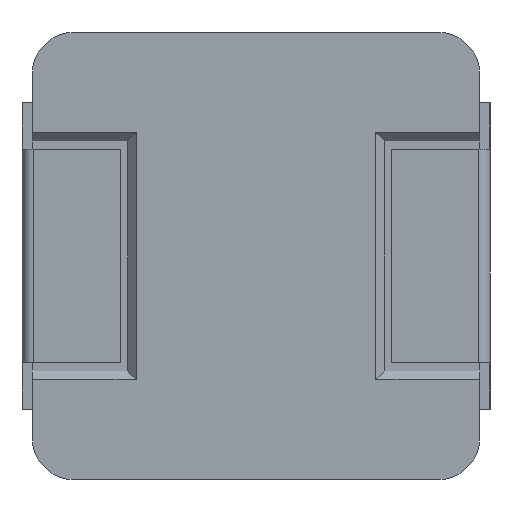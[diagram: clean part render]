
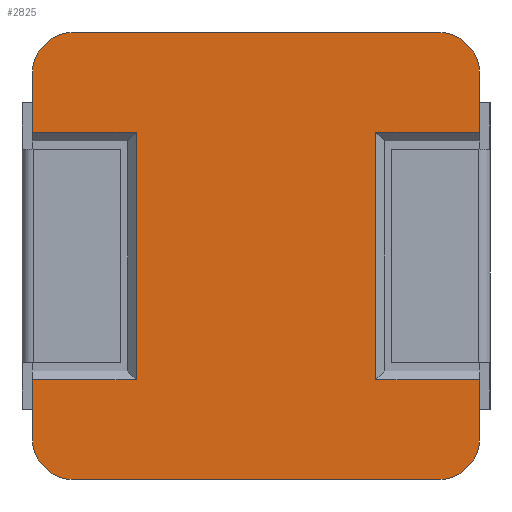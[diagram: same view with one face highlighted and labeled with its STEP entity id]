
A CAD part, front view. The second image highlights one B-rep face of the part: STEP entity #2825.
In plain terms, the highlighted planar face has unit normal (0, -1, 0).
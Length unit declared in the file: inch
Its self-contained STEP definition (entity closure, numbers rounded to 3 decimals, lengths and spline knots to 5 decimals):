
#40 = ORIENTED_EDGE ( 'NONE', *, *, #513, .F. ) ;
#56 = CARTESIAN_POINT ( 'NONE',  ( -0.01178, 0.09557, 0.28218 ) ) ;
#78 = VECTOR ( 'NONE', #3821, 39.37008 ) ;
#96 = VECTOR ( 'NONE', #2039, 39.37008 ) ;
#97 = DIRECTION ( 'NONE',  ( 0., 0., 1. ) ) ;
#145 = VERTEX_POINT ( 'NONE', #1305 ) ;
#186 = CARTESIAN_POINT ( 'NONE',  ( -0.04818, 0.09557, 0.10298 ) ) ;
#213 = CIRCLE ( 'NONE', #3630, 0.0246 ) ;
#254 = DIRECTION ( 'NONE',  ( 1., 0., 0. ) ) ;
#258 = VECTOR ( 'NONE', #1455, 39.37008 ) ;
#318 = VECTOR ( 'NONE', #862, 39.37008 ) ;
#323 = AXIS2_PLACEMENT_3D ( 'NONE', #892, #3592, #3211 ) ;
#363 = CARTESIAN_POINT ( 'NONE',  ( -0.04818, 0.09557, 0.07838 ) ) ;
#419 = EDGE_CURVE ( 'NONE', #1224, #930, #2215, .T. ) ;
#441 = DIRECTION ( 'NONE',  ( 0., 0., 1. ) ) ;
#456 = ORIENTED_EDGE ( 'NONE', *, *, #605, .T. ) ;
#489 = CARTESIAN_POINT ( 'NONE',  ( -0.07278, 0.09557, 0.31638 ) ) ;
#513 = EDGE_CURVE ( 'NONE', #930, #1288, #1264, .T. ) ;
#571 = EDGE_CURVE ( 'NONE', #3606, #2614, #997, .T. ) ;
#602 = VERTEX_POINT ( 'NONE', #2596 ) ;
#605 = EDGE_CURVE ( 'NONE', #602, #2675, #2189, .T. ) ;
#620 = VECTOR ( 'NONE', #2281, 39.37008 ) ;
#623 = CARTESIAN_POINT ( 'NONE',  ( 0.16522, 0.09557, 0.28218 ) ) ;
#655 = DIRECTION ( 'NONE',  ( 0., 0., -1. ) ) ;
#670 = CARTESIAN_POINT ( 'NONE',  ( 0.12882, 0.09557, 0.28218 ) ) ;
#770 = VERTEX_POINT ( 'NONE', #670 ) ;
#795 = VECTOR ( 'NONE', #655, 39.37008 ) ;
#808 = VERTEX_POINT ( 'NONE', #1743 ) ;
#814 = DIRECTION ( 'NONE',  ( 0., 1., 0. ) ) ;
#859 = AXIS2_PLACEMENT_3D ( 'NONE', #3462, #2640, #2225 ) ;
#862 = DIRECTION ( 'NONE',  ( -1., 0., 0. ) ) ;
#869 = LINE ( 'NONE', #489, #3819 ) ;
#892 = CARTESIAN_POINT ( 'NONE',  ( 0.16522, 0.09557, 0.31638 ) ) ;
#901 = CARTESIAN_POINT ( 'NONE',  ( -0.07278, 0.09557, 0.10298 ) ) ;
#914 = ORIENTED_EDGE ( 'NONE', *, *, #3280, .T. ) ;
#930 = VERTEX_POINT ( 'NONE', #1458 ) ;
#997 = LINE ( 'NONE', #623, #3399 ) ;
#998 = VERTEX_POINT ( 'NONE', #1856 ) ;
#1025 = VERTEX_POINT ( 'NONE', #1761 ) ;
#1030 = CARTESIAN_POINT ( 'NONE',  ( -0.01178, 0.09557, 0.31638 ) ) ;
#1098 = ORIENTED_EDGE ( 'NONE', *, *, #2090, .F. ) ;
#1149 = EDGE_CURVE ( 'NONE', #1667, #770, #2054, .T. ) ;
#1208 = CARTESIAN_POINT ( 'NONE',  ( 0.16522, 0.09557, 0.31638 ) ) ;
#1211 = ORIENTED_EDGE ( 'NONE', *, *, #419, .F. ) ;
#1224 = VERTEX_POINT ( 'NONE', #3810 ) ;
#1247 = CARTESIAN_POINT ( 'NONE',  ( 0.16522, 0.09557, 0.13718 ) ) ;
#1263 = DIRECTION ( 'NONE',  ( 0., 0., 1. ) ) ;
#1264 = CIRCLE ( 'NONE', #1961, 0.0246 ) ;
#1271 = ORIENTED_EDGE ( 'NONE', *, *, #2505, .F. ) ;
#1284 = CARTESIAN_POINT ( 'NONE',  ( -0.04818, 0.09557, 0.07838 ) ) ;
#1288 = VERTEX_POINT ( 'NONE', #1463 ) ;
#1297 = VECTOR ( 'NONE', #2849, 39.37008 ) ;
#1305 = CARTESIAN_POINT ( 'NONE',  ( -0.07278, 0.09557, 0.31638 ) ) ;
#1348 = CIRCLE ( 'NONE', #859, 0.0246 ) ;
#1419 = DIRECTION ( 'NONE',  ( -1., 0., 0. ) ) ;
#1432 = LINE ( 'NONE', #1030, #795 ) ;
#1455 = DIRECTION ( 'NONE',  ( 0., 0., -1. ) ) ;
#1458 = CARTESIAN_POINT ( 'NONE',  ( 0.18982, 0.09557, 0.10298 ) ) ;
#1463 = CARTESIAN_POINT ( 'NONE',  ( 0.16522, 0.09557, 0.07838 ) ) ;
#1501 = EDGE_CURVE ( 'NONE', #2614, #602, #1432, .T. ) ;
#1578 = CARTESIAN_POINT ( 'NONE',  ( 0.12882, 0.09557, 0.13718 ) ) ;
#1647 = LINE ( 'NONE', #1247, #318 ) ;
#1664 = CARTESIAN_POINT ( 'NONE',  ( 0.12882, 0.09557, 0.31638 ) ) ;
#1667 = VERTEX_POINT ( 'NONE', #1578 ) ;
#1694 = VERTEX_POINT ( 'NONE', #1284 ) ;
#1701 = DIRECTION ( 'NONE',  ( 1., 0., 0. ) ) ;
#1713 = VERTEX_POINT ( 'NONE', #901 ) ;
#1743 = CARTESIAN_POINT ( 'NONE',  ( 0.16522, 0.09557, 0.34098 ) ) ;
#1761 = CARTESIAN_POINT ( 'NONE',  ( -0.04818, 0.09557, 0.34098 ) ) ;
#1765 = VECTOR ( 'NONE', #1263, 39.37008 ) ;
#1815 = CARTESIAN_POINT ( 'NONE',  ( 0.16522, 0.09557, 0.13718 ) ) ;
#1836 = CARTESIAN_POINT ( 'NONE',  ( 0.18982, 0.09557, 0.31638 ) ) ;
#1845 = EDGE_CURVE ( 'NONE', #145, #1025, #1348, .T. ) ;
#1856 = CARTESIAN_POINT ( 'NONE',  ( 0.18982, 0.09557, 0.31638 ) ) ;
#1916 = FACE_OUTER_BOUND ( 'NONE', #2782, .T. ) ;
#1961 = AXIS2_PLACEMENT_3D ( 'NONE', #3340, #2932, #2503 ) ;
#2000 = VECTOR ( 'NONE', #1701, 39.37008 ) ;
#2039 = DIRECTION ( 'NONE',  ( 1., 0., 0. ) ) ;
#2054 = LINE ( 'NONE', #1664, #1765 ) ;
#2090 = EDGE_CURVE ( 'NONE', #1694, #1713, #213, .T. ) ;
#2100 = CARTESIAN_POINT ( 'NONE',  ( -0.04818, 0.09557, 0.34098 ) ) ;
#2104 = ORIENTED_EDGE ( 'NONE', *, *, #2634, .F. ) ;
#2161 = PLANE ( 'NONE',  #2609 ) ;
#2189 = LINE ( 'NONE', #1815, #2351 ) ;
#2215 = LINE ( 'NONE', #1836, #258 ) ;
#2220 = EDGE_CURVE ( 'NONE', #1025, #808, #2494, .T. ) ;
#2225 = DIRECTION ( 'NONE',  ( 0., 0., -1. ) ) ;
#2278 = LINE ( 'NONE', #363, #78 ) ;
#2281 = DIRECTION ( 'NONE',  ( 0., 0., 1. ) ) ;
#2312 = CARTESIAN_POINT ( 'NONE',  ( -0.07278, 0.09557, 0.13718 ) ) ;
#2351 = VECTOR ( 'NONE', #1419, 39.37008 ) ;
#2365 = ORIENTED_EDGE ( 'NONE', *, *, #2220, .F. ) ;
#2386 = ORIENTED_EDGE ( 'NONE', *, *, #1149, .T. ) ;
#2419 = DIRECTION ( 'NONE',  ( 0., 0., -1. ) ) ;
#2428 = CARTESIAN_POINT ( 'NONE',  ( 0.16522, 0.09557, 0.28218 ) ) ;
#2460 = ORIENTED_EDGE ( 'NONE', *, *, #1845, .F. ) ;
#2494 = LINE ( 'NONE', #2100, #2000 ) ;
#2503 = DIRECTION ( 'NONE',  ( 0., 0., -1. ) ) ;
#2505 = EDGE_CURVE ( 'NONE', #808, #998, #3474, .T. ) ;
#2596 = CARTESIAN_POINT ( 'NONE',  ( -0.01178, 0.09557, 0.13718 ) ) ;
#2609 = AXIS2_PLACEMENT_3D ( 'NONE', #1208, #814, #441 ) ;
#2614 = VERTEX_POINT ( 'NONE', #56 ) ;
#2634 = EDGE_CURVE ( 'NONE', #1713, #2675, #3454, .T. ) ;
#2640 = DIRECTION ( 'NONE',  ( 0., 1., 0. ) ) ;
#2675 = VERTEX_POINT ( 'NONE', #2312 ) ;
#2748 = EDGE_CURVE ( 'NONE', #3606, #145, #869, .T. ) ;
#2782 = EDGE_LOOP ( 'NONE', ( #1211, #914, #2386, #3710, #3117, #1271, #2365, #2460, #3299, #3686, #3239, #456, #2104, #1098, #3813, #40 ) ) ;
#2825 = ADVANCED_FACE ( 'NONE', ( #1916 ), #2161, .F. ) ;
#2843 = DIRECTION ( 'NONE',  ( 0., 1., 0. ) ) ;
#2849 = DIRECTION ( 'NONE',  ( 0., 0., -1. ) ) ;
#2858 = LINE ( 'NONE', #2428, #96 ) ;
#2899 = EDGE_CURVE ( 'NONE', #1288, #1694, #2278, .T. ) ;
#2932 = DIRECTION ( 'NONE',  ( 0., 1., 0. ) ) ;
#3072 = CARTESIAN_POINT ( 'NONE',  ( -0.07278, 0.09557, 0.31638 ) ) ;
#3099 = CARTESIAN_POINT ( 'NONE',  ( -0.07278, 0.09557, 0.28218 ) ) ;
#3117 = ORIENTED_EDGE ( 'NONE', *, *, #3456, .F. ) ;
#3211 = DIRECTION ( 'NONE',  ( 0., 0., 1. ) ) ;
#3239 = ORIENTED_EDGE ( 'NONE', *, *, #1501, .T. ) ;
#3265 = CARTESIAN_POINT ( 'NONE',  ( 0.18982, 0.09557, 0.31638 ) ) ;
#3271 = EDGE_CURVE ( 'NONE', #770, #3674, #2858, .T. ) ;
#3280 = EDGE_CURVE ( 'NONE', #1224, #1667, #1647, .T. ) ;
#3299 = ORIENTED_EDGE ( 'NONE', *, *, #2748, .F. ) ;
#3330 = CARTESIAN_POINT ( 'NONE',  ( 0.18982, 0.09557, 0.28218 ) ) ;
#3340 = CARTESIAN_POINT ( 'NONE',  ( 0.16522, 0.09557, 0.10298 ) ) ;
#3399 = VECTOR ( 'NONE', #254, 39.37008 ) ;
#3454 = LINE ( 'NONE', #3072, #620 ) ;
#3456 = EDGE_CURVE ( 'NONE', #998, #3674, #3650, .T. ) ;
#3462 = CARTESIAN_POINT ( 'NONE',  ( -0.04818, 0.09557, 0.31638 ) ) ;
#3474 = CIRCLE ( 'NONE', #323, 0.0246 ) ;
#3592 = DIRECTION ( 'NONE',  ( 0., 1., 0. ) ) ;
#3606 = VERTEX_POINT ( 'NONE', #3099 ) ;
#3630 = AXIS2_PLACEMENT_3D ( 'NONE', #186, #2843, #2419 ) ;
#3650 = LINE ( 'NONE', #3265, #1297 ) ;
#3674 = VERTEX_POINT ( 'NONE', #3330 ) ;
#3686 = ORIENTED_EDGE ( 'NONE', *, *, #571, .T. ) ;
#3710 = ORIENTED_EDGE ( 'NONE', *, *, #3271, .T. ) ;
#3810 = CARTESIAN_POINT ( 'NONE',  ( 0.18982, 0.09557, 0.13718 ) ) ;
#3813 = ORIENTED_EDGE ( 'NONE', *, *, #2899, .F. ) ;
#3819 = VECTOR ( 'NONE', #97, 39.37008 ) ;
#3821 = DIRECTION ( 'NONE',  ( -1., 0., 0. ) ) ;
